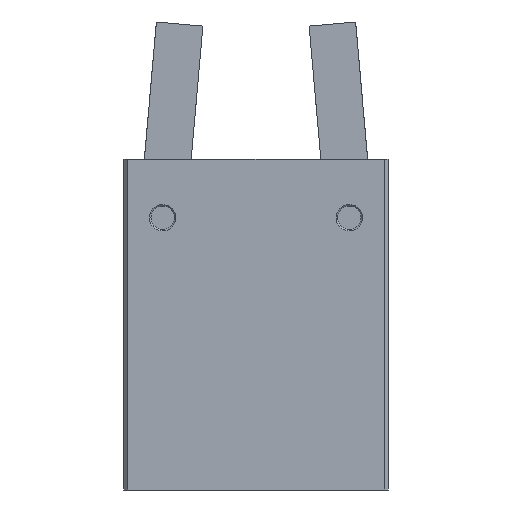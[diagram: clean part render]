
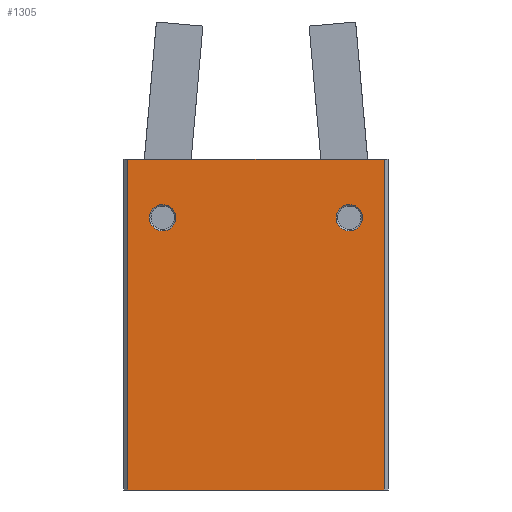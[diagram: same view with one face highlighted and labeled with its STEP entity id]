
A CAD part, left-side view. The second image highlights one B-rep face of the part: STEP entity #1305.
In plain terms, the highlighted planar face has unit normal (-1, 0, 0).
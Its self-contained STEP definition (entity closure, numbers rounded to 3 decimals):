
#1170=AXIS2_PLACEMENT_3D('Plane Axis2P3D',#1167,#1168,#1169) ;
#251=CARTESIAN_POINT('Line Origine',(-11.,0.,-42.5)) ;
#255=CARTESIAN_POINT('Vertex',(-11.,-16.5,-42.5)) ;
#257=CARTESIAN_POINT('Vertex',(-11.,16.5,-42.5)) ;
#1167=CARTESIAN_POINT('Axis2P3D Location',(-11.,-16.5,-42.5)) ;
#1172=CARTESIAN_POINT('Line Origine',(-11.,0.,0.)) ;
#1176=CARTESIAN_POINT('Vertex',(-11.,-16.5,0.)) ;
#1178=CARTESIAN_POINT('Vertex',(-11.,16.5,0.)) ;
#1181=CARTESIAN_POINT('Line Origine',(-11.,16.5,-21.25)) ;
#1186=CARTESIAN_POINT('Line Origine',(-11.,-16.5,-21.25)) ;
#1198=CARTESIAN_POINT('Control Point',(-11.,-12.,-5.8)) ;
#1199=CARTESIAN_POINT('Control Point',(-11.,-11.808,-5.8)) ;
#1200=CARTESIAN_POINT('Control Point',(-11.,-11.617,-5.827)) ;
#1201=CARTESIAN_POINT('Control Point',(-11.,-11.43,-5.881)) ;
#1202=CARTESIAN_POINT('Control Point',(-11.,-11.077,-6.04)) ;
#1203=CARTESIAN_POINT('Control Point',(-11.,-10.782,-6.29)) ;
#1204=CARTESIAN_POINT('Control Point',(-11.,-10.653,-6.436)) ;
#1205=CARTESIAN_POINT('Control Point',(-11.,-10.44,-6.759)) ;
#1206=CARTESIAN_POINT('Control Point',(-11.,-10.324,-7.128)) ;
#1207=CARTESIAN_POINT('Control Point',(-11.,-10.293,-7.32)) ;
#1208=CARTESIAN_POINT('Control Point',(-11.,-10.285,-7.707)) ;
#1209=CARTESIAN_POINT('Control Point',(-11.,-10.385,-8.081)) ;
#1210=CARTESIAN_POINT('Control Point',(-11.,-10.461,-8.26)) ;
#1211=CARTESIAN_POINT('Control Point',(-11.,-10.661,-8.591)) ;
#1212=CARTESIAN_POINT('Control Point',(-11.,-10.945,-8.854)) ;
#1213=CARTESIAN_POINT('Control Point',(-11.,-11.105,-8.964)) ;
#1214=CARTESIAN_POINT('Control Point',(-11.,-11.377,-9.101)) ;
#1215=CARTESIAN_POINT('Control Point',(-11.,-11.671,-9.173)) ;
#1216=CARTESIAN_POINT('Control Point',(-11.,-11.78,-9.191)) ;
#1217=CARTESIAN_POINT('Control Point',(-11.,-11.89,-9.2)) ;
#1218=CARTESIAN_POINT('Control Point',(-11.,-12.,-9.2)) ;
#1219=CARTESIAN_POINT('Vertex',(-11.,-12.,-5.8)) ;
#1221=CARTESIAN_POINT('Vertex',(-11.,-12.,-9.2)) ;
#1225=CARTESIAN_POINT('Control Point',(-11.,-12.,-9.2)) ;
#1226=CARTESIAN_POINT('Control Point',(-11.,-12.192,-9.2)) ;
#1227=CARTESIAN_POINT('Control Point',(-11.,-12.383,-9.173)) ;
#1228=CARTESIAN_POINT('Control Point',(-11.,-12.57,-9.119)) ;
#1229=CARTESIAN_POINT('Control Point',(-11.,-12.923,-8.96)) ;
#1230=CARTESIAN_POINT('Control Point',(-11.,-13.218,-8.71)) ;
#1231=CARTESIAN_POINT('Control Point',(-11.,-13.347,-8.564)) ;
#1232=CARTESIAN_POINT('Control Point',(-11.,-13.56,-8.241)) ;
#1233=CARTESIAN_POINT('Control Point',(-11.,-13.676,-7.872)) ;
#1234=CARTESIAN_POINT('Control Point',(-11.,-13.707,-7.68)) ;
#1235=CARTESIAN_POINT('Control Point',(-11.,-13.715,-7.293)) ;
#1236=CARTESIAN_POINT('Control Point',(-11.,-13.615,-6.919)) ;
#1237=CARTESIAN_POINT('Control Point',(-11.,-13.539,-6.74)) ;
#1238=CARTESIAN_POINT('Control Point',(-11.,-13.339,-6.409)) ;
#1239=CARTESIAN_POINT('Control Point',(-11.,-13.055,-6.146)) ;
#1240=CARTESIAN_POINT('Control Point',(-11.,-12.895,-6.036)) ;
#1241=CARTESIAN_POINT('Control Point',(-11.,-12.623,-5.899)) ;
#1242=CARTESIAN_POINT('Control Point',(-11.,-12.329,-5.827)) ;
#1243=CARTESIAN_POINT('Control Point',(-11.,-12.22,-5.809)) ;
#1244=CARTESIAN_POINT('Control Point',(-11.,-12.11,-5.8)) ;
#1245=CARTESIAN_POINT('Control Point',(-11.,-12.,-5.8)) ;
#1252=CARTESIAN_POINT('Control Point',(-11.,12.,-5.8)) ;
#1253=CARTESIAN_POINT('Control Point',(-11.,12.192,-5.8)) ;
#1254=CARTESIAN_POINT('Control Point',(-11.,12.383,-5.827)) ;
#1255=CARTESIAN_POINT('Control Point',(-11.,12.57,-5.881)) ;
#1256=CARTESIAN_POINT('Control Point',(-11.,12.923,-6.04)) ;
#1257=CARTESIAN_POINT('Control Point',(-11.,13.218,-6.29)) ;
#1258=CARTESIAN_POINT('Control Point',(-11.,13.347,-6.436)) ;
#1259=CARTESIAN_POINT('Control Point',(-11.,13.56,-6.759)) ;
#1260=CARTESIAN_POINT('Control Point',(-11.,13.676,-7.128)) ;
#1261=CARTESIAN_POINT('Control Point',(-11.,13.707,-7.32)) ;
#1262=CARTESIAN_POINT('Control Point',(-11.,13.715,-7.707)) ;
#1263=CARTESIAN_POINT('Control Point',(-11.,13.615,-8.081)) ;
#1264=CARTESIAN_POINT('Control Point',(-11.,13.539,-8.26)) ;
#1265=CARTESIAN_POINT('Control Point',(-11.,13.339,-8.591)) ;
#1266=CARTESIAN_POINT('Control Point',(-11.,13.055,-8.854)) ;
#1267=CARTESIAN_POINT('Control Point',(-11.,12.895,-8.964)) ;
#1268=CARTESIAN_POINT('Control Point',(-11.,12.623,-9.101)) ;
#1269=CARTESIAN_POINT('Control Point',(-11.,12.329,-9.173)) ;
#1270=CARTESIAN_POINT('Control Point',(-11.,12.22,-9.191)) ;
#1271=CARTESIAN_POINT('Control Point',(-11.,12.11,-9.2)) ;
#1272=CARTESIAN_POINT('Control Point',(-11.,12.,-9.2)) ;
#1273=CARTESIAN_POINT('Vertex',(-11.,12.,-5.8)) ;
#1275=CARTESIAN_POINT('Vertex',(-11.,12.,-9.2)) ;
#1279=CARTESIAN_POINT('Control Point',(-11.,12.,-9.2)) ;
#1280=CARTESIAN_POINT('Control Point',(-11.,11.808,-9.2)) ;
#1281=CARTESIAN_POINT('Control Point',(-11.,11.617,-9.173)) ;
#1282=CARTESIAN_POINT('Control Point',(-11.,11.43,-9.119)) ;
#1283=CARTESIAN_POINT('Control Point',(-11.,11.077,-8.96)) ;
#1284=CARTESIAN_POINT('Control Point',(-11.,10.782,-8.71)) ;
#1285=CARTESIAN_POINT('Control Point',(-11.,10.653,-8.564)) ;
#1286=CARTESIAN_POINT('Control Point',(-11.,10.44,-8.241)) ;
#1287=CARTESIAN_POINT('Control Point',(-11.,10.324,-7.872)) ;
#1288=CARTESIAN_POINT('Control Point',(-11.,10.293,-7.68)) ;
#1289=CARTESIAN_POINT('Control Point',(-11.,10.285,-7.293)) ;
#1290=CARTESIAN_POINT('Control Point',(-11.,10.385,-6.919)) ;
#1291=CARTESIAN_POINT('Control Point',(-11.,10.461,-6.74)) ;
#1292=CARTESIAN_POINT('Control Point',(-11.,10.661,-6.409)) ;
#1293=CARTESIAN_POINT('Control Point',(-11.,10.945,-6.146)) ;
#1294=CARTESIAN_POINT('Control Point',(-11.,11.105,-6.036)) ;
#1295=CARTESIAN_POINT('Control Point',(-11.,11.377,-5.899)) ;
#1296=CARTESIAN_POINT('Control Point',(-11.,11.671,-5.827)) ;
#1297=CARTESIAN_POINT('Control Point',(-11.,11.78,-5.809)) ;
#1298=CARTESIAN_POINT('Control Point',(-11.,11.89,-5.8)) ;
#1299=CARTESIAN_POINT('Control Point',(-11.,12.,-5.8)) ;
#252=DIRECTION('Vector Direction',(0.,1.,0.)) ;
#1168=DIRECTION('Axis2P3D Direction',(1.,0.,-0.)) ;
#1169=DIRECTION('Axis2P3D XDirection',(0.,0.,1.)) ;
#1173=DIRECTION('Vector Direction',(0.,1.,0.)) ;
#1182=DIRECTION('Vector Direction',(0.,0.,1.)) ;
#1187=DIRECTION('Vector Direction',(0.,0.,1.)) ;
#253=VECTOR('Line Direction',#252,1.) ;
#1174=VECTOR('Line Direction',#1173,1.) ;
#1183=VECTOR('Line Direction',#1182,1.) ;
#1188=VECTOR('Line Direction',#1187,1.) ;
#1192=ORIENTED_EDGE('',*,*,#1180,.T.) ;
#1193=ORIENTED_EDGE('',*,*,#1185,.F.) ;
#1194=ORIENTED_EDGE('',*,*,#259,.F.) ;
#1195=ORIENTED_EDGE('',*,*,#1190,.T.) ;
#1248=ORIENTED_EDGE('',*,*,#1223,.F.) ;
#1249=ORIENTED_EDGE('',*,*,#1246,.F.) ;
#1302=ORIENTED_EDGE('',*,*,#1277,.F.) ;
#1303=ORIENTED_EDGE('',*,*,#1300,.F.) ;
#1250=FACE_BOUND('',#1247,.T.) ;
#1304=FACE_BOUND('',#1301,.T.) ;
#1305=ADVANCED_FACE('GPA_16_T03_1357538_TUENKERS',(#1196,#1250,#1304),#1171,.F.) ;
#1197=B_SPLINE_CURVE_WITH_KNOTS('',5,(#1198,#1199,#1200,#1201,#1202,#1203,#1204,#1205,#1206,#1207,#1208,#1209,#1210,#1211,#1212,#1213,#1214,#1215,#1216,#1217,#1218),.UNSPECIFIED.,.F.,.U.,(6,3,3,3,3,3,6),(0.,1.355,2.71,4.065,5.42,6.775,7.553),.UNSPECIFIED.) ;
#1224=B_SPLINE_CURVE_WITH_KNOTS('',5,(#1225,#1226,#1227,#1228,#1229,#1230,#1231,#1232,#1233,#1234,#1235,#1236,#1237,#1238,#1239,#1240,#1241,#1242,#1243,#1244,#1245),.UNSPECIFIED.,.F.,.U.,(6,3,3,3,3,3,6),(0.,1.355,2.71,4.065,5.42,6.775,7.553),.UNSPECIFIED.) ;
#1251=B_SPLINE_CURVE_WITH_KNOTS('',5,(#1252,#1253,#1254,#1255,#1256,#1257,#1258,#1259,#1260,#1261,#1262,#1263,#1264,#1265,#1266,#1267,#1268,#1269,#1270,#1271,#1272),.UNSPECIFIED.,.F.,.U.,(6,3,3,3,3,3,6),(0.,1.355,2.71,4.065,5.42,6.775,7.553),.UNSPECIFIED.) ;
#1278=B_SPLINE_CURVE_WITH_KNOTS('',5,(#1279,#1280,#1281,#1282,#1283,#1284,#1285,#1286,#1287,#1288,#1289,#1290,#1291,#1292,#1293,#1294,#1295,#1296,#1297,#1298,#1299),.UNSPECIFIED.,.F.,.U.,(6,3,3,3,3,3,6),(0.,1.355,2.71,4.065,5.42,6.775,7.553),.UNSPECIFIED.) ;
#259=EDGE_CURVE('',#256,#258,#254,.T.) ;
#1180=EDGE_CURVE('',#1177,#1179,#1175,.T.) ;
#1185=EDGE_CURVE('',#258,#1179,#1184,.T.) ;
#1190=EDGE_CURVE('',#256,#1177,#1189,.T.) ;
#1223=EDGE_CURVE('',#1220,#1222,#1197,.T.) ;
#1246=EDGE_CURVE('',#1222,#1220,#1224,.T.) ;
#1277=EDGE_CURVE('',#1274,#1276,#1251,.T.) ;
#1300=EDGE_CURVE('',#1276,#1274,#1278,.T.) ;
#1191=EDGE_LOOP('',(#1192,#1193,#1194,#1195)) ;
#1247=EDGE_LOOP('',(#1248,#1249)) ;
#1301=EDGE_LOOP('',(#1302,#1303)) ;
#1196=FACE_OUTER_BOUND('',#1191,.T.) ;
#254=LINE('Line',#251,#253) ;
#1175=LINE('Line',#1172,#1174) ;
#1184=LINE('Line',#1181,#1183) ;
#1189=LINE('Line',#1186,#1188) ;
#1171=PLANE('Plane',#1170) ;
#256=VERTEX_POINT('',#255) ;
#258=VERTEX_POINT('',#257) ;
#1177=VERTEX_POINT('',#1176) ;
#1179=VERTEX_POINT('',#1178) ;
#1220=VERTEX_POINT('',#1219) ;
#1222=VERTEX_POINT('',#1221) ;
#1274=VERTEX_POINT('',#1273) ;
#1276=VERTEX_POINT('',#1275) ;
